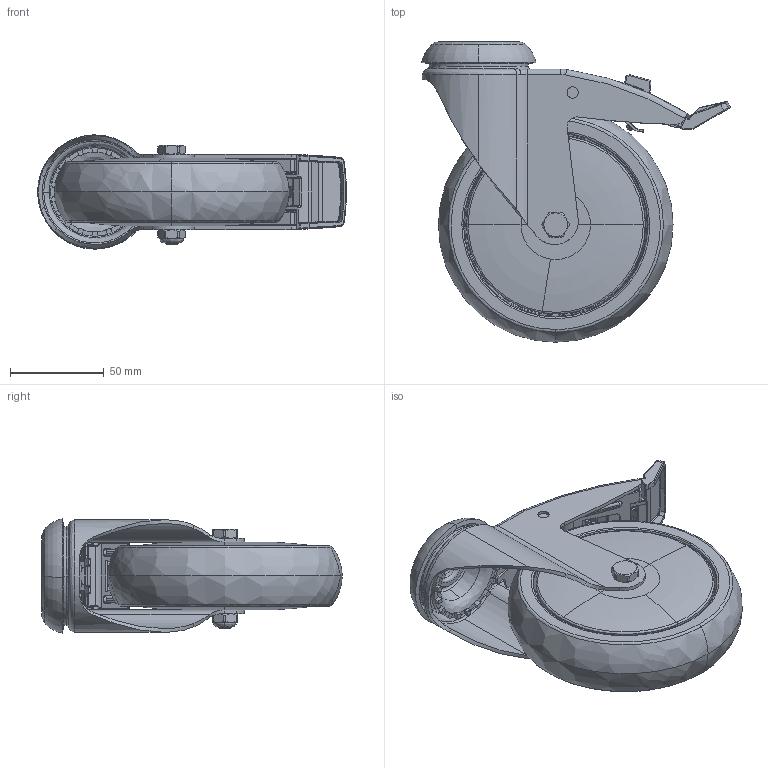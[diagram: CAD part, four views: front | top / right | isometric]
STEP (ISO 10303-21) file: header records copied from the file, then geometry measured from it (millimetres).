
FILE_DESCRIPTION (( 'STEP AP214' ), '1' );
FILE_NAME ('0055176.step', '2023-06-19T08:40:35', ( '' ), ( '' ), 'SwSTEP 2.0', 'SolidWorks 2020', '' );
FILE_SCHEMA (( 'AUTOMOTIVE_DESIGN' ));
Length unit declared in the file: millimetre
Products named in the file (1): 0055176
Bounding box: 164.47 x 160 x 60.9 mm (x, y, z)
Volume: 282409.9 mm3; surface area: 135254.9 mm2
Topology: 5 solids, 6 shells, 1212 faces, 3066 edges, 1818 vertices
Faces by surface type: cylinder 450, bspline 355, plane 297, cone 78, torus 32
Entity records: 71727 total; most frequent: CARTESIAN_POINT 32980, ORIENTED_EDGE 5992, DIRECTION 4433, EDGE_CURVE 2996, VERTEX_POINT 1818, AXIS2_PLACEMENT_3D 1723, EDGE_LOOP 1256, UNCERTAINTY_MEASURE_WITH_UNIT 1219
